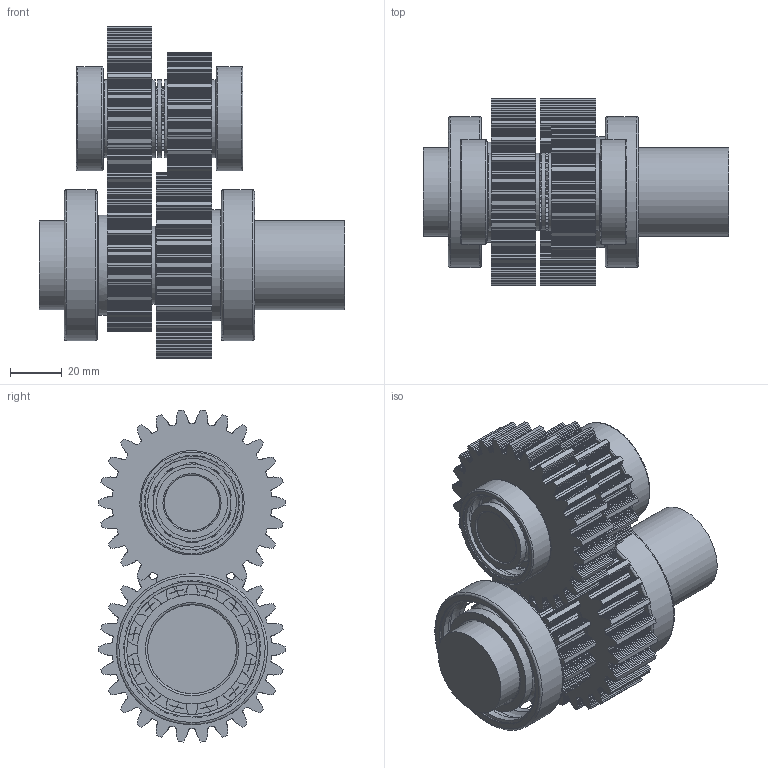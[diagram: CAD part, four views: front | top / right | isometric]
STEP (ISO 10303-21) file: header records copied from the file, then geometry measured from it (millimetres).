
FILE_DESCRIPTION(('FreeCAD Model'),'2;1');
FILE_NAME('Open CASCADE Shape Model','2025-05-04T21:14:22',('FreeCAD'),( 'FreeCAD'),'Open CASCADE STEP processor 7.6','FreeCAD','Unknown');
FILE_SCHEMA(('AUTOMOTIVE_DESIGN { 1 0 10303 214 1 1 1 1 }'));
Products named in the file (1): Open CASCADE STEP translator 7.6 1
Bounding box: 118.61 x 72.28 x 128.78 mm (x, y, z)
Volume: 316533.5 mm3; surface area: 106000.1 mm2
Topology: 69 solids, 69 shells, 4542 faces, 13137 edges, 8746 vertices
Faces by surface type: bspline 4542
Entity records: 140357 total; most frequent: CARTESIAN_POINT 61655, ORIENTED_EDGE 26274, EDGE_CURVE 13137, B_SPLINE_CURVE_WITH_KNOTS 12511, VERTEX_POINT 8800, FACE_BOUND 4633, EDGE_LOOP 4579, ADVANCED_FACE 4488
